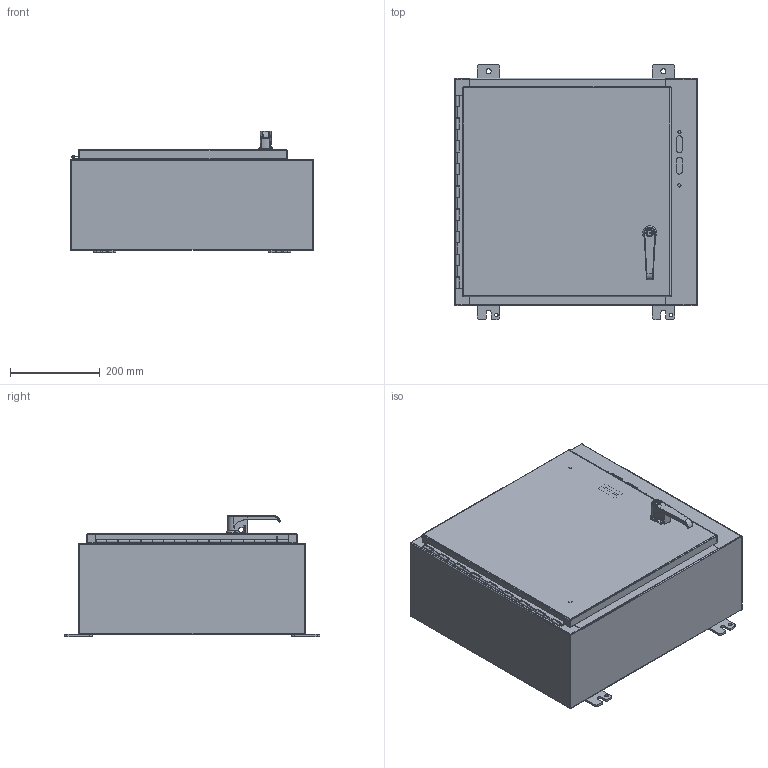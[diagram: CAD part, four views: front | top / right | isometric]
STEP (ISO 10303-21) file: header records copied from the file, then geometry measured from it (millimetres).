
FILE_DESCRIPTION((''),'2;1');
FILE_NAME('SDN12202108PL.stp','2012-10-26T14:22:34',('dnichola'),(''),'Autodesk Inventor 2012','Autodesk Inventor 2012','');
FILE_SCHEMA(('AUTOMOTIVE_DESIGN { 1 0 10303 214 1 1 1 1 }'));
Length unit declared in the file: inch
Products named in the file (44): SDN12202108PL; SDN12202108PLBKP; 388116; 34840; 328104; 328104T; 328104L; 328104P-1; SDN122021PLLID; 388115; 3881; HFW3092; 38811; 349129; HFW351101; 1000-02; 1000-23; 1000-277-03; 1000-458; 1000-458-SCHAUM; 1000-459; 1044-03-01; 1044-04-16; 1044-07-02; 1044-07; DIN3771_15X3_5; HFW30012-8; HFW30012; HFW3034; 37268; HFW31714 (LEFT HINGE); HFW31714; HFW31714_SCREW; HFW31714_SPACER; HFW31714_WASHER; HFW31714_NUT; HFW31713 (LEFT HINGE); HFW31713; HFW31713_SCREW; HFW31713_SPACER ...
Assembly tree (54 placements, depth 4):
  SDN12202108PL
    SDN12202108PLBKP
    388116  x4
    34840  x4
    328104
      328104T
      328104L
      328104P-1
    SDN122021PLLID
    388115
    3881
    HFW3092
    38811  x2
    349129  x2
    HFW351101
      1000-02
      1000-23
      1000-277-03
      1000-458
      1000-458-SCHAUM
      1000-459
      1044-03-01
      1044-04-16
      1044-07-02
      1044-07
      DIN3771_15X3_5
    HFW30012-8
      HFW30012
      HFW3034
      37268  x2
      HFW31714 (LEFT HINGE)
        HFW31714
        HFW31714_SCREW  x2
        HFW31714_SPACER
        HFW31714_WASHER
        HFW31714_NUT
      HFW31713 (LEFT HINGE)
        HFW31713
        HFW31713_SCREW  x2
        HFW31713_SPACER
        HFW31714_WASHER
        HFW31714_NUT
    30932
    34938
Bounding box: 543.05 x 571.5 x 270.5 mm (x, y, z)
Volume: 2196426.6 mm3; surface area: 2291548.6 mm2
Topology: 49 solids, 50 shells, 1531 faces, 3801 edges, 2435 vertices
Faces by surface type: plane 781, cylinder 525, cone 86, bspline 73, torus 50, sphere 16
Full cylindrical faces by diameter (mm): 2.6 x1, 2.921 x2, 3.048 x25, 3.683 x4, 3.962 x2, 4.25 x1, 4.826 x4, 4.978 x2, 5 x3, 5.1 x1, 5.359 x2, 5.5 x1, 5.6 x1, 5.715 x4, 5.8 x1, 6.35 x3, 7.137 x2, 7.62 x4, 7.798 x1, 7.938 x2, 7.95 x4, 8.128 x3, 8.382 x10, 8.4 x3, 8.56 x1, 8.65 x1, 9.474 x2, 9.525 x1, 10.897 x1, 11.113 x4
Entity records: 46845 total; most frequent: CARTESIAN_POINT 12885, DIRECTION 6814, ORIENTED_EDGE 6468, EDGE_CURVE 3234, AXIS2_PLACEMENT_3D 2470, VERTEX_POINT 2143, VECTOR 1874, LINE 1874
